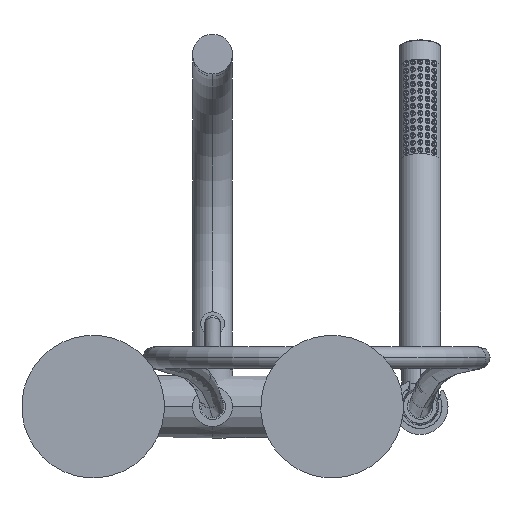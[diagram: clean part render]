
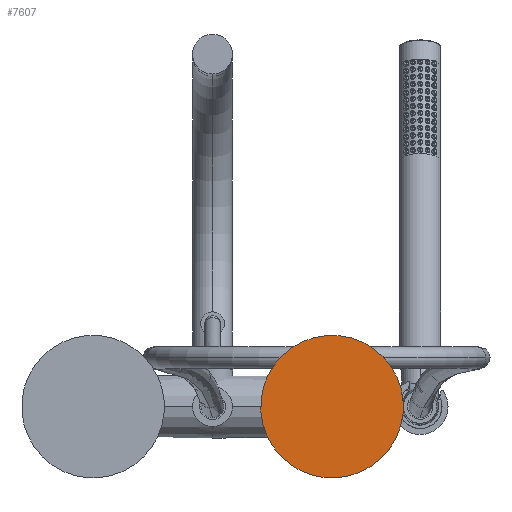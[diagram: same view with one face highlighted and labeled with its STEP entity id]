
A CAD part, front view. The second image highlights one B-rep face of the part: STEP entity #7607.
In plain terms, the highlighted face is planar.
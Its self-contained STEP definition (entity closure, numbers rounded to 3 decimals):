
#94 = FACE_OUTER_BOUND ( 'NONE', #20479, .T. ) ;
#2771 = DIRECTION ( 'NONE',  ( 0., 0., 1. ) ) ;
#4669 = ORIENTED_EDGE ( 'NONE', *, *, #9449, .F. ) ;
#7436 = CARTESIAN_POINT ( 'NONE',  ( 0., 0., 0. ) ) ;
#7607 = ADVANCED_FACE ( 'NONE', ( #94 ), #19633, .F. ) ;
#8529 = VERTEX_POINT ( 'NONE', #15607 ) ;
#9449 = EDGE_CURVE ( 'NONE', #8529, #18291, #13937, .T. ) ;
#9856 = DIRECTION ( 'NONE',  ( 0., 0., 1. ) ) ;
#10369 = ORIENTED_EDGE ( 'NONE', *, *, #16834, .F. ) ;
#11026 = DIRECTION ( 'NONE',  ( 1., 0., 0. ) ) ;
#13202 = CARTESIAN_POINT ( 'NONE',  ( 0., 0., 0. ) ) ;
#13937 = CIRCLE ( 'NONE', #19275, 44.75 ) ;
#14954 = DIRECTION ( 'NONE',  ( 1., 0., 0. ) ) ;
#15607 = CARTESIAN_POINT ( 'NONE',  ( -44.75, 0., 0. ) ) ;
#16834 = EDGE_CURVE ( 'NONE', #18291, #8529, #20060, .T. ) ;
#18291 = VERTEX_POINT ( 'NONE', #20070 ) ;
#19275 = AXIS2_PLACEMENT_3D ( 'NONE', #13202, #2771, #14954 ) ;
#19633 = PLANE ( 'NONE',  #20692 ) ;
#20060 = CIRCLE ( 'NONE', #21344, 44.75 ) ;
#20070 = CARTESIAN_POINT ( 'NONE',  ( 44.75, 0., 0. ) ) ;
#20217 = CARTESIAN_POINT ( 'NONE',  ( 0., 0., 0. ) ) ;
#20479 = EDGE_LOOP ( 'NONE', ( #4669, #10369 ) ) ;
#20692 = AXIS2_PLACEMENT_3D ( 'NONE', #7436, #21385, #11026 ) ;
#21344 = AXIS2_PLACEMENT_3D ( 'NONE', #20217, #9856, #21992 ) ;
#21385 = DIRECTION ( 'NONE',  ( 0., 0., 1. ) ) ;
#21992 = DIRECTION ( 'NONE',  ( 1., 0., 0. ) ) ;
